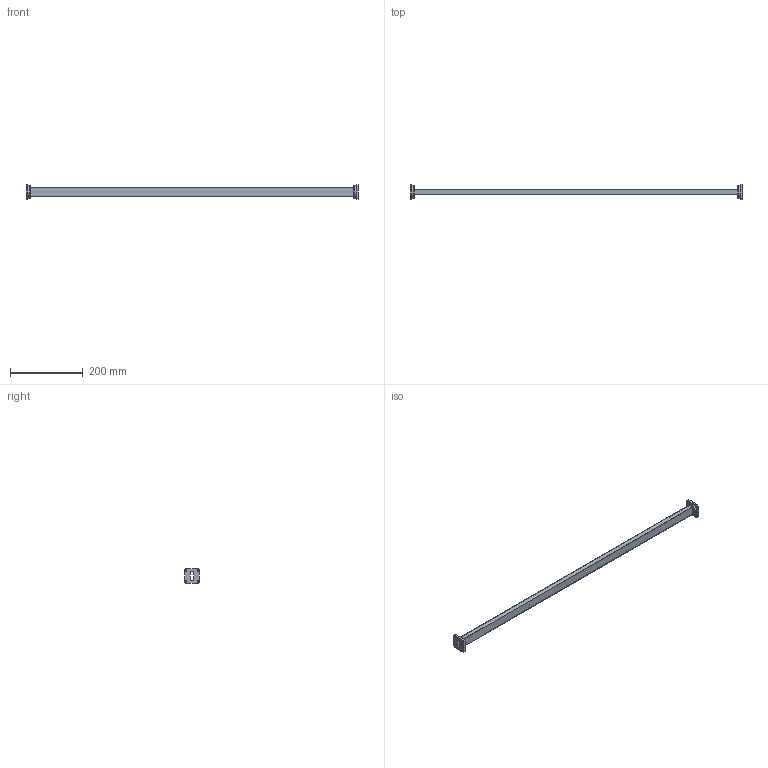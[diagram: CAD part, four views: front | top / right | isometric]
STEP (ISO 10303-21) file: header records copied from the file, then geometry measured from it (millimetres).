
FILE_DESCRIPTION (( 'STEP AP214' ), '1' );
FILE_NAME ('PE-W90TF005-36_3D.STEP', '2021-09-21T20:12:41', ( '' ), ( '' ), 'SwSTEP 2.0', 'SolidWorks 2021', '' );
FILE_SCHEMA (( 'AUTOMOTIVE_DESIGN' ));
Length unit declared in the file: inch
Products named in the file (1): PE-W90TF005-36_3D
Bounding box: 914.4 x 41.27 x 41.27 mm (x, y, z)
Volume: 87159.9 mm3; surface area: 135382 mm2
Topology: 1 solids, 1 shells, 54 faces, 140 edges, 92 vertices
Faces by surface type: plane 30, cylinder 20, torus 4
Entity records: 1736 total; most frequent: DIRECTION 298, CARTESIAN_POINT 287, ORIENTED_EDGE 280, EDGE_CURVE 140, AXIS2_PLACEMENT_3D 103, VECTOR 92, LINE 92, VERTEX_POINT 92
